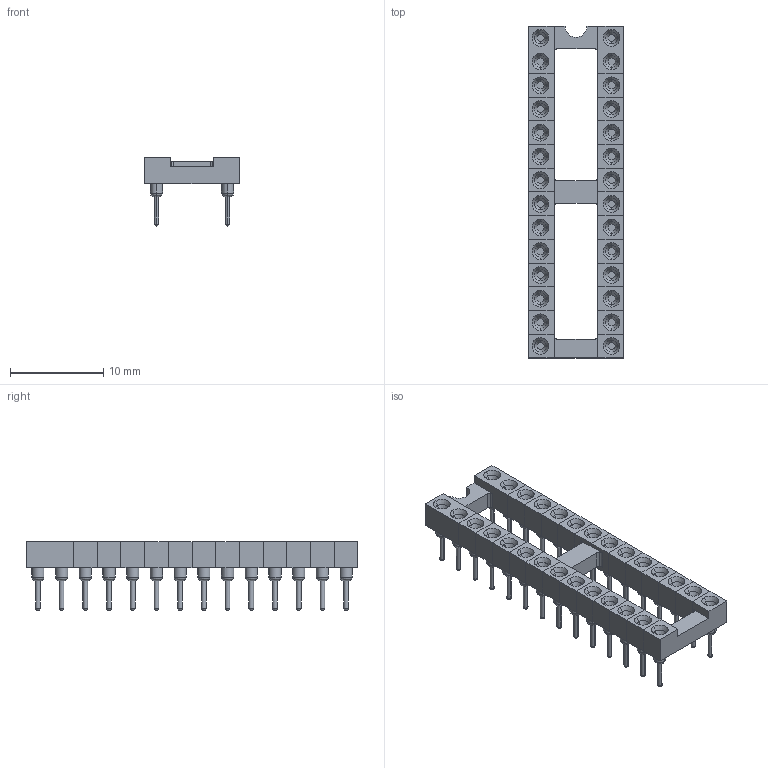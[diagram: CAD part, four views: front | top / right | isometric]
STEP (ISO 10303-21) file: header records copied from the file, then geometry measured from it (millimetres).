
FILE_DESCRIPTION((''),'2;1');
FILE_NAME('DIPS28-300.stp','2009-03-05T11:07:59',(''),(''),'Mechanical Desktop 2006','Mechanical Desktop 2006',', , ');
FILE_SCHEMA(('AUTOMOTIVE_DESIGN { 1 2 10303 214 0 1 1 1 }'));
Length unit declared in the file: millimetre
Products named in the file (1): Product
Bounding box: 10.1 x 35.56 x 7.37 mm (x, y, z)
Volume: 599.5 mm3; surface area: 2346.9 mm2
Topology: 109 solids, 109 shells, 825 faces, 1625 edges, 962 vertices
Faces by surface type: plane 303, cylinder 298, cone 112, sphere 56, bspline 56
Entity records: 22779 total; most frequent: CARTESIAN_POINT 5765, DIRECTION 3873, ORIENTED_EDGE 3082, AXIS2_PLACEMENT_3D 1562, EDGE_CURVE 1541, VERTEX_POINT 934, EDGE_LOOP 881, FACE_OUTER_BOUND 825
